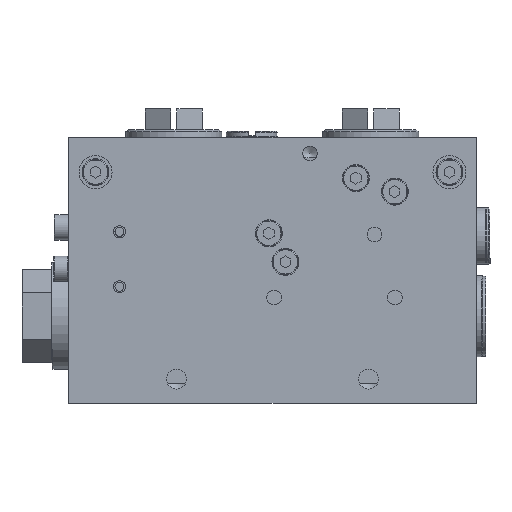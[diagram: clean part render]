
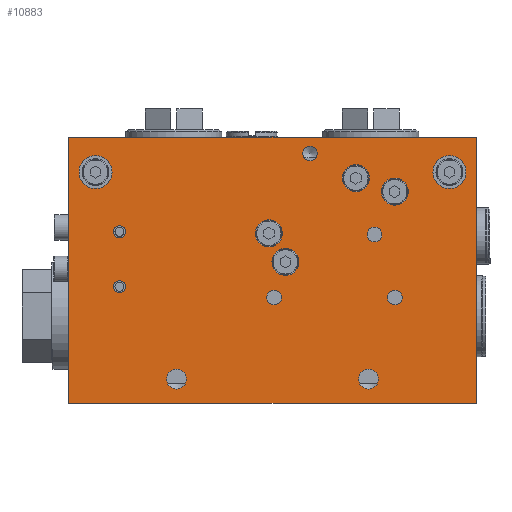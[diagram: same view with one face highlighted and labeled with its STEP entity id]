
A CAD part, front view. The second image highlights one B-rep face of the part: STEP entity #10883.
In plain terms, the highlighted planar face has unit normal (0, -1, 0).
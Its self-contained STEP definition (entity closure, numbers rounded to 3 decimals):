
#671=PLANE('',#11946);
#1264=CIRCLE('',#11796,2.459);
#1266=CIRCLE('',#11800,2.459);
#1268=CIRCLE('',#11803,2.459);
#1270=CIRCLE('',#11806,2.459);
#1272=CIRCLE('',#11809,2.067);
#1274=CIRCLE('',#11812,2.067);
#1276=CIRCLE('',#11815,2.067);
#1278=CIRCLE('',#11818,2.067);
#1280=CIRCLE('',#11821,3.324);
#1282=CIRCLE('',#11825,3.324);
#1284=CIRCLE('',#11829,2.);
#1286=CIRCLE('',#11832,2.);
#1365=CIRCLE('',#11947,5.5);
#1366=CIRCLE('',#11948,5.5);
#2154=ORIENTED_EDGE('',*,*,#4439,.T.);
#2155=ORIENTED_EDGE('',*,*,#4437,.T.);
#2156=ORIENTED_EDGE('',*,*,#4432,.T.);
#2157=ORIENTED_EDGE('',*,*,#4427,.T.);
#2158=ORIENTED_EDGE('',*,*,#4425,.T.);
#2159=ORIENTED_EDGE('',*,*,#4423,.T.);
#2160=ORIENTED_EDGE('',*,*,#4421,.T.);
#2161=ORIENTED_EDGE('',*,*,#4419,.T.);
#2162=ORIENTED_EDGE('',*,*,#4417,.T.);
#2163=ORIENTED_EDGE('',*,*,#4415,.T.);
#2164=ORIENTED_EDGE('',*,*,#4413,.T.);
#2165=ORIENTED_EDGE('',*,*,#4408,.T.);
#2166=ORIENTED_EDGE('',*,*,#4598,.T.);
#2167=ORIENTED_EDGE('',*,*,#4599,.T.);
#2168=ORIENTED_EDGE('',*,*,#4580,.T.);
#2169=ORIENTED_EDGE('',*,*,#4583,.T.);
#2170=ORIENTED_EDGE('',*,*,#4525,.T.);
#2171=ORIENTED_EDGE('',*,*,#4556,.T.);
#4408=EDGE_CURVE('',#5653,#5653,#1264,.T.);
#4413=EDGE_CURVE('',#5657,#5657,#1266,.T.);
#4415=EDGE_CURVE('',#5659,#5659,#1268,.T.);
#4417=EDGE_CURVE('',#5661,#5661,#1270,.T.);
#4419=EDGE_CURVE('',#5663,#5663,#1272,.T.);
#4421=EDGE_CURVE('',#5665,#5665,#1274,.T.);
#4423=EDGE_CURVE('',#5667,#5667,#1276,.T.);
#4425=EDGE_CURVE('',#5669,#5669,#1278,.T.);
#4427=EDGE_CURVE('',#5671,#5671,#1280,.T.);
#4432=EDGE_CURVE('',#5674,#5674,#1282,.T.);
#4437=EDGE_CURVE('',#5677,#5677,#1284,.T.);
#4439=EDGE_CURVE('',#5679,#5679,#1286,.T.);
#4525=EDGE_CURVE('',#5752,#5753,#6665,.T.);
#4556=EDGE_CURVE('',#5753,#5783,#6679,.T.);
#4580=EDGE_CURVE('',#5783,#5806,#6695,.T.);
#4583=EDGE_CURVE('',#5806,#5752,#6698,.T.);
#4598=EDGE_CURVE('',#5821,#5821,#1365,.T.);
#4599=EDGE_CURVE('',#5822,#5822,#1366,.T.);
#5653=VERTEX_POINT('',#16893);
#5657=VERTEX_POINT('',#16910);
#5659=VERTEX_POINT('',#16915);
#5661=VERTEX_POINT('',#16920);
#5663=VERTEX_POINT('',#16925);
#5665=VERTEX_POINT('',#16930);
#5667=VERTEX_POINT('',#16935);
#5669=VERTEX_POINT('',#16940);
#5671=VERTEX_POINT('',#16945);
#5674=VERTEX_POINT('',#16961);
#5677=VERTEX_POINT('',#16977);
#5679=VERTEX_POINT('',#16982);
#5752=VERTEX_POINT('',#17267);
#5753=VERTEX_POINT('',#17268);
#5783=VERTEX_POINT('',#17419);
#5806=VERTEX_POINT('',#17491);
#5821=VERTEX_POINT('',#17527);
#5822=VERTEX_POINT('',#17529);
#6665=LINE('',#17266,#7213);
#6679=LINE('',#17418,#7227);
#6695=LINE('',#17490,#7243);
#6698=LINE('',#17496,#7246);
#7213=VECTOR('',#13590,1000.);
#7227=VECTOR('',#13612,1000.);
#7243=VECTOR('',#13646,1000.);
#7246=VECTOR('',#13651,1000.);
#7863=EDGE_LOOP('',(#2154));
#7864=EDGE_LOOP('',(#2155));
#7865=EDGE_LOOP('',(#2156));
#7866=EDGE_LOOP('',(#2157));
#7867=EDGE_LOOP('',(#2158));
#7868=EDGE_LOOP('',(#2159));
#7869=EDGE_LOOP('',(#2160));
#7870=EDGE_LOOP('',(#2161));
#7871=EDGE_LOOP('',(#2162));
#7872=EDGE_LOOP('',(#2163));
#7873=EDGE_LOOP('',(#2164));
#7874=EDGE_LOOP('',(#2165));
#7875=EDGE_LOOP('',(#2166));
#7876=EDGE_LOOP('',(#2167));
#7877=EDGE_LOOP('',(#2168,#2169,#2170,#2171));
#9275=FACE_BOUND('',#7863,.T.);
#9276=FACE_BOUND('',#7864,.T.);
#9277=FACE_BOUND('',#7865,.T.);
#9278=FACE_BOUND('',#7866,.T.);
#9279=FACE_BOUND('',#7867,.T.);
#9280=FACE_BOUND('',#7868,.T.);
#9281=FACE_BOUND('',#7869,.T.);
#9282=FACE_BOUND('',#7870,.T.);
#9283=FACE_BOUND('',#7871,.T.);
#9284=FACE_BOUND('',#7872,.T.);
#9285=FACE_BOUND('',#7873,.T.);
#9286=FACE_BOUND('',#7874,.T.);
#9287=FACE_BOUND('',#7875,.T.);
#9288=FACE_BOUND('',#7876,.T.);
#9289=FACE_BOUND('',#7877,.T.);
#10883=ADVANCED_FACE('',(#9275,#9276,#9277,#9278,#9279,#9280,#9281,#9282,
#9283,#9284,#9285,#9286,#9287,#9288,#9289),#671,.T.);
#11796=AXIS2_PLACEMENT_3D('',#16892,#13322,#13323);
#11800=AXIS2_PLACEMENT_3D('',#16909,#13332,#13333);
#11803=AXIS2_PLACEMENT_3D('',#16914,#13338,#13339);
#11806=AXIS2_PLACEMENT_3D('',#16919,#13344,#13345);
#11809=AXIS2_PLACEMENT_3D('',#16924,#13350,#13351);
#11812=AXIS2_PLACEMENT_3D('',#16929,#13356,#13357);
#11815=AXIS2_PLACEMENT_3D('',#16934,#13362,#13363);
#11818=AXIS2_PLACEMENT_3D('',#16939,#13368,#13369);
#11821=AXIS2_PLACEMENT_3D('',#16944,#13374,#13375);
#11825=AXIS2_PLACEMENT_3D('',#16960,#13384,#13385);
#11829=AXIS2_PLACEMENT_3D('',#16976,#13394,#13395);
#11832=AXIS2_PLACEMENT_3D('',#16981,#13400,#13401);
#11946=AXIS2_PLACEMENT_3D('',#17525,#13679,#13680);
#11947=AXIS2_PLACEMENT_3D('',#17526,#13681,#13682);
#11948=AXIS2_PLACEMENT_3D('',#17528,#13683,#13684);
#13322=DIRECTION('',(0.,1.,0.));
#13323=DIRECTION('',(0.,0.,-1.));
#13332=DIRECTION('',(0.,1.,0.));
#13333=DIRECTION('',(0.,0.,-1.));
#13338=DIRECTION('',(0.,1.,0.));
#13339=DIRECTION('',(0.,0.,-1.));
#13344=DIRECTION('',(0.,1.,0.));
#13345=DIRECTION('',(0.,0.,-1.));
#13350=DIRECTION('',(0.,1.,0.));
#13351=DIRECTION('',(0.,0.,-1.));
#13356=DIRECTION('',(0.,1.,0.));
#13357=DIRECTION('',(0.,0.,-1.));
#13362=DIRECTION('',(0.,1.,0.));
#13363=DIRECTION('',(0.,0.,-1.));
#13368=DIRECTION('',(0.,1.,0.));
#13369=DIRECTION('',(0.,0.,-1.));
#13374=DIRECTION('',(0.,1.,0.));
#13375=DIRECTION('',(0.,0.,-1.));
#13384=DIRECTION('',(0.,1.,0.));
#13385=DIRECTION('',(0.,0.,-1.));
#13394=DIRECTION('',(0.,1.,0.));
#13395=DIRECTION('',(0.,0.,-1.));
#13400=DIRECTION('',(0.,1.,0.));
#13401=DIRECTION('',(0.,0.,-1.));
#13590=DIRECTION('',(0.,0.,1.));
#13612=DIRECTION('',(-1.,0.,0.));
#13646=DIRECTION('',(0.,0.,-1.));
#13651=DIRECTION('',(1.,0.,0.));
#13679=DIRECTION('',(0.,-1.,0.));
#13680=DIRECTION('',(0.,0.,-1.));
#13681=DIRECTION('',(0.,1.,0.));
#13682=DIRECTION('',(0.,0.,-1.));
#13683=DIRECTION('',(0.,1.,0.));
#13684=DIRECTION('',(0.,0.,-1.));
#16892=CARTESIAN_POINT('',(80.5,0.,83.25));
#16893=CARTESIAN_POINT('',(80.5,0.,80.792));
#16909=CARTESIAN_POINT('',(68.55,0.,35.2));
#16910=CARTESIAN_POINT('',(68.55,0.,32.742));
#16914=CARTESIAN_POINT('',(108.75,0.,35.2));
#16915=CARTESIAN_POINT('',(108.75,0.,32.742));
#16919=CARTESIAN_POINT('',(102.,0.,56.2));
#16920=CARTESIAN_POINT('',(102.,0.,53.742));
#16924=CARTESIAN_POINT('',(72.3,0.,47.1));
#16925=CARTESIAN_POINT('',(72.3,0.,45.033));
#16929=CARTESIAN_POINT('',(66.8,0.,56.6));
#16930=CARTESIAN_POINT('',(66.8,0.,54.533));
#16934=CARTESIAN_POINT('',(95.8,0.,75.));
#16935=CARTESIAN_POINT('',(95.8,0.,72.933));
#16939=CARTESIAN_POINT('',(108.75,0.,70.5));
#16940=CARTESIAN_POINT('',(108.75,0.,68.433));
#16944=CARTESIAN_POINT('',(36.,0.,8.));
#16945=CARTESIAN_POINT('',(36.,0.,4.677));
#16960=CARTESIAN_POINT('',(100.,0.,8.));
#16961=CARTESIAN_POINT('',(100.,0.,4.677));
#16976=CARTESIAN_POINT('',(17.,0.,57.1));
#16977=CARTESIAN_POINT('',(17.,0.,55.1));
#16981=CARTESIAN_POINT('',(17.,0.,38.8));
#16982=CARTESIAN_POINT('',(17.,0.,36.8));
#17266=CARTESIAN_POINT('',(136.,0.,0.));
#17267=CARTESIAN_POINT('',(136.,0.,0.));
#17268=CARTESIAN_POINT('',(136.,0.,88.6));
#17418=CARTESIAN_POINT('',(136.,0.,88.6));
#17419=CARTESIAN_POINT('',(0.,0.,88.6));
#17490=CARTESIAN_POINT('',(0.,0.,88.6));
#17491=CARTESIAN_POINT('',(0.,0.,0.));
#17496=CARTESIAN_POINT('',(0.,0.,0.));
#17525=CARTESIAN_POINT('',(0.,0.,0.));
#17526=CARTESIAN_POINT('',(127.,0.,77.));
#17527=CARTESIAN_POINT('',(127.,0.,71.5));
#17528=CARTESIAN_POINT('',(9.,0.,77.));
#17529=CARTESIAN_POINT('',(9.,0.,71.5));
